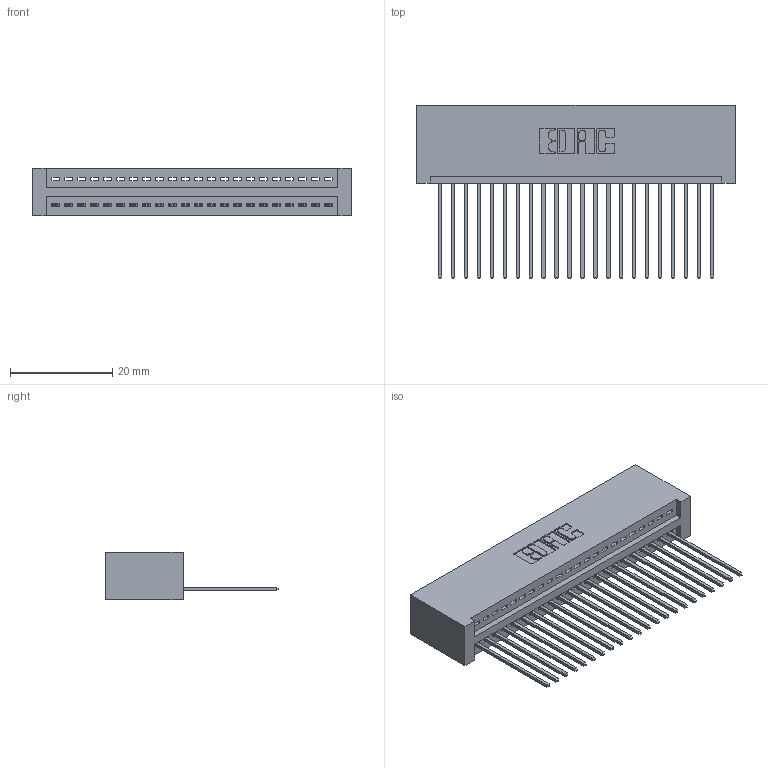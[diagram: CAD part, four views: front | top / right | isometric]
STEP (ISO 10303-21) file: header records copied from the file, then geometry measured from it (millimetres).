
FILE_DESCRIPTION (( 'STEP AP203' ), '1' );
FILE_NAME ('345-022-541-101.STEP', '2019-10-05T00:28:51', ( '' ), ( '' ), 'SwSTEP 2.0', 'SolidWorks 2016', '' );
FILE_SCHEMA (( 'CONFIG_CONTROL_DESIGN' ));
Length unit declared in the file: inch
Products named in the file (3): 345-292-001_345-293-141; 345-022-541-101; 345 Part_No Mounting Lugs
Assembly tree (23 placements, depth 2):
  345-022-541-101
    345 Part_No Mounting Lugs
    345-292-001_345-293-141  x22
Bounding box: 62.48 x 33.96 x 9.4 mm (x, y, z)
Volume: 6427.9 mm3; surface area: 8887.6 mm2
Topology: 23 solids, 23 shells, 1394 faces, 4189 edges, 2762 vertices
Faces by surface type: plane 956, cylinder 438
Entity records: 18991 total; most frequent: CARTESIAN_POINT 3298, ORIENTED_EDGE 3254, DIRECTION 2903, EDGE_CURVE 1627, LINE 1415, VECTOR 1415, VERTEX_POINT 1082, AXIS2_PLACEMENT_3D 744
